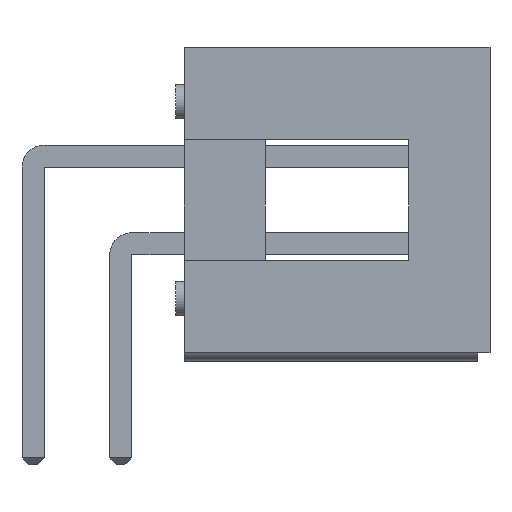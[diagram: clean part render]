
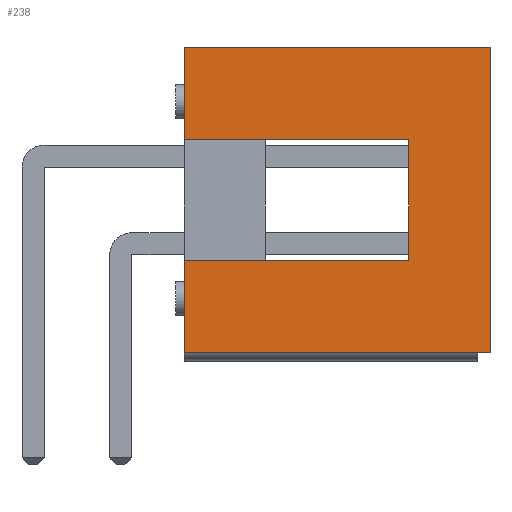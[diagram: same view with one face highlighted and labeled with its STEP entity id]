
A CAD part, front view. The second image highlights one B-rep face of the part: STEP entity #238.
In plain terms, the highlighted planar face has unit normal (0, -1, 0).
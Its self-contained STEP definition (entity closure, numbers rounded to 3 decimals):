
#27=VECTOR('',#28,1.);
#28=DIRECTION('',(1.,0.,0.));
#31=VERTEX_POINT('',#32);
#32=CARTESIAN_POINT('',(4.38,-78.76,9.095));
#37=EDGE_CURVE('',#31,#38,#40,.T.);
#38=VERTEX_POINT('',#39);
#39=CARTESIAN_POINT('',(13.23,-78.76,9.095));
#40=LINE('',#41,#27);
#41=CARTESIAN_POINT('',(6.73,-78.76,9.095));
#53=VECTOR('',#54,1.);
#54=DIRECTION('',(-1.,0.,0.));
#90=VECTOR('',#91,1.);
#91=DIRECTION('',(0.,0.,1.));
#104=VECTOR('',#105,1.);
#105=DIRECTION('',(0.,0.,-1.));
#126=EDGE_CURVE('',#38,#127,#129,.T.);
#127=VERTEX_POINT('',#128);
#128=CARTESIAN_POINT('',(13.23,-78.76,0.245));
#129=LINE('',#39,#104);
#238=ADVANCED_FACE('',(#239),#273,.T.);
#239=FACE_BOUND('',#240,.T.);
#240=EDGE_LOOP('',(#241,#242,#247,#253,#259,#265,#269,#272));
#241=ORIENTED_EDGE('',*,*,#37,.F.);
#242=ORIENTED_EDGE('',*,*,#243,.T.);
#243=EDGE_CURVE('',#31,#244,#246,.T.);
#244=VERTEX_POINT('',#245);
#245=CARTESIAN_POINT('',(4.38,-78.76,6.42));
#246=LINE('',#32,#104);
#247=ORIENTED_EDGE('',*,*,#248,.T.);
#248=EDGE_CURVE('',#244,#249,#251,.T.);
#249=VERTEX_POINT('',#250);
#250=CARTESIAN_POINT('',(10.88,-78.76,6.42));
#251=LINE('',#252,#27);
#252=CARTESIAN_POINT('',(6.593,-78.76,6.42));
#253=ORIENTED_EDGE('',*,*,#254,.F.);
#254=EDGE_CURVE('',#255,#249,#257,.T.);
#255=VERTEX_POINT('',#256);
#256=CARTESIAN_POINT('',(10.88,-78.76,2.92));
#257=LINE('',#258,#90);
#258=CARTESIAN_POINT('',(10.88,-78.76,4.67));
#259=ORIENTED_EDGE('',*,*,#260,.T.);
#260=EDGE_CURVE('',#255,#261,#263,.T.);
#261=VERTEX_POINT('',#262);
#262=CARTESIAN_POINT('',(4.38,-78.76,2.92));
#263=LINE('',#264,#53);
#264=CARTESIAN_POINT('',(6.593,-78.76,2.92));
#265=ORIENTED_EDGE('',*,*,#266,.T.);
#266=EDGE_CURVE('',#261,#267,#246,.T.);
#267=VERTEX_POINT('',#268);
#268=CARTESIAN_POINT('',(4.38,-78.76,0.245));
#269=ORIENTED_EDGE('',*,*,#270,.T.);
#270=EDGE_CURVE('',#267,#127,#271,.T.);
#271=LINE('',#268,#27);
#272=ORIENTED_EDGE('',*,*,#126,.F.);
#273=PLANE('',#274);
#274=AXIS2_PLACEMENT_3D('',#275,#276,#54);
#275=CARTESIAN_POINT('',(8.805,-78.76,4.67));
#276=DIRECTION('',(-0.,-1.,0.));
